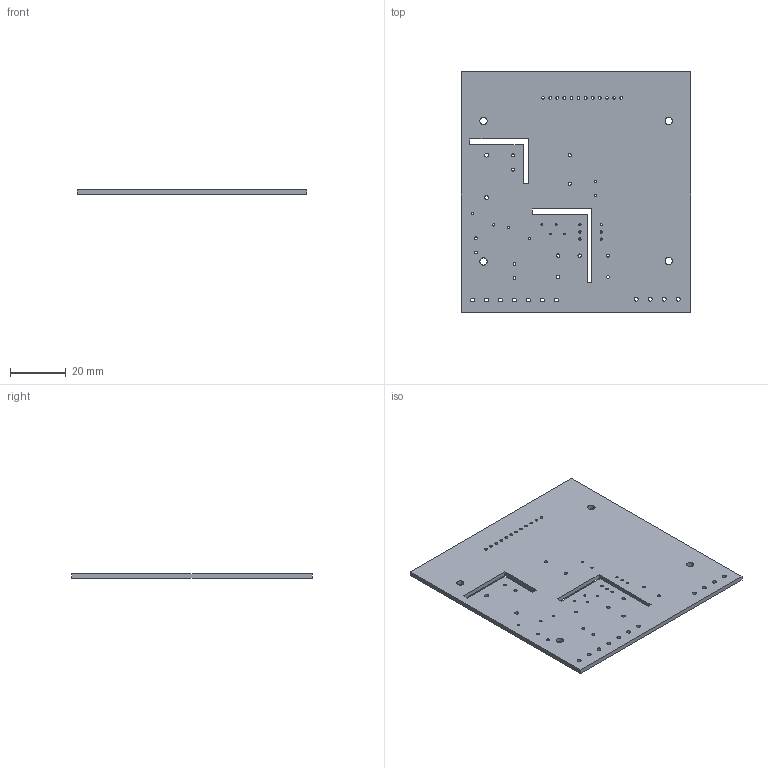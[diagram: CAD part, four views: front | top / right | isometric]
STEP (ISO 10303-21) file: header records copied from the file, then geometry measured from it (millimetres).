
FILE_DESCRIPTION(('KiCad electronic assembly'),'2;1');
FILE_NAME('heating-controller.step','2022-12-13T17:25:21',('Pcbnew'),( 'Kicad'),'Open CASCADE STEP processor 7.6','KiCad to STEP converter' ,'Unknown');
FILE_SCHEMA(('AUTOMOTIVE_DESIGN { 1 0 10303 214 1 1 1 1 }'));
Length unit declared in the file: millimetre
Products named in the file (2): heating-controller 1; heating-controller PCB
Assembly tree (1 placements, depth 2):
  heating-controller 1
    heating-controller PCB
Bounding box: 81.85 x 85.9 x 1.6 mm (x, y, z)
Volume: 10898 mm3; surface area: 14766.4 mm2
Topology: 1 solids, 1 shells, 76 faces, 222 edges, 148 vertices
Faces by surface type: cylinder 58, plane 18
Full cylindrical faces by diameter (mm): 0.7 x4, 0.8 x12, 1 x18, 1.1 x4, 1.2 x3, 1.4 x13, 2.6 x4
Entity records: 6103 total; most frequent: CARTESIAN_POINT 1588, DIRECTION 822, ORIENTED_EDGE 444, PCURVE 444, DEFINITIONAL_REPRESENTATION 444, LINE 434, VECTOR 434, EDGE_CURVE 222
